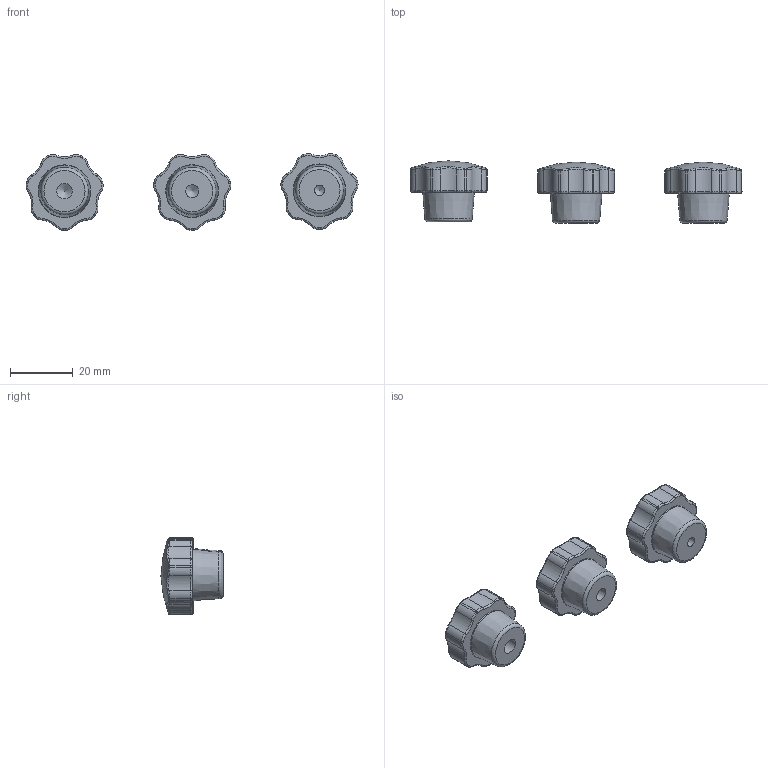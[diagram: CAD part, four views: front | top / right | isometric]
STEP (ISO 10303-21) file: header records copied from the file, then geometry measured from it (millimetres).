
FILE_DESCRIPTION(/* description */ (''),/* implementation_level */ '2;1');
FILE_NAME(/* name */ 'DR_MSKN_M.stp',/* time_stamp */ '2023-08-16T17:04:23+09:00',/* author */ ('user'),/* organization */ (''),/* preprocessor_version */ 'ST-DEVELOPER v15.6',/* originating_system */ 'Autodesk Inventor 2015',/* authorisation */ '');
FILE_SCHEMA (('AUTOMOTIVE_DESIGN { 1 0 10303 214 3 1 1 }'));
Length unit declared in the file: millimetre
Products named in the file (4): DR_MSKN4; DR_MSKN5; DR_MSKN6; DR_MSKN_M
Bounding box: 106.14 x 19.89 x 24.48 mm (x, y, z)
Volume: 16678.2 mm3; surface area: 6132.3 mm2
Topology: 3 solids, 3 shells, 276 faces, 624 edges, 357 vertices
Faces by surface type: torus 111, cylinder 87, bspline 63, cone 6, plane 6, sphere 3
Full cylindrical faces by diameter (mm): 3.242 x1, 4.134 x1, 4.917 x1
Entity records: 8987 total; most frequent: CARTESIAN_POINT 2965, DIRECTION 1316, ORIENTED_EDGE 1212, AXIS2_PLACEMENT_3D 616, EDGE_CURVE 606, CIRCLE 396, VERTEX_POINT 354, EDGE_LOOP 294
